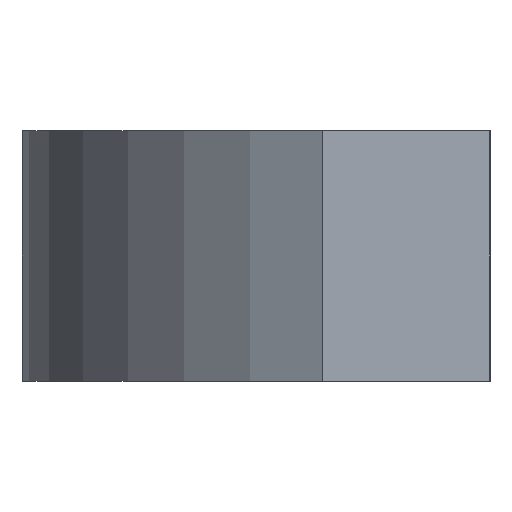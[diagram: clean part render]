
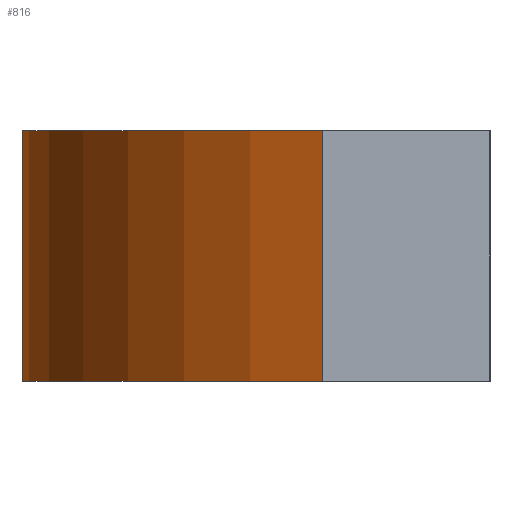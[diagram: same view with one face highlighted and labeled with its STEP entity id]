
A CAD part, left-side view. The second image highlights one B-rep face of the part: STEP entity #816.
In plain terms, the highlighted cylindrical face has radius 30 mm (diameter 60 mm), a partial arc.
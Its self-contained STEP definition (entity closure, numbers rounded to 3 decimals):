
#73 = PLANE('',#74);
#74 = AXIS2_PLACEMENT_3D('',#75,#76,#77);
#75 = CARTESIAN_POINT('',(0.,199.79,15.));
#76 = DIRECTION('',(-0.,-0.,-1.));
#77 = DIRECTION('',(-1.,0.,0.));
#132 = PLANE('',#133);
#133 = AXIS2_PLACEMENT_3D('',#134,#135,#136);
#134 = CARTESIAN_POINT('',(0.,199.79,0.));
#135 = DIRECTION('',(-0.,-0.,-1.));
#136 = DIRECTION('',(-1.,0.,0.));
#399 = VERTEX_POINT('',#400);
#400 = CARTESIAN_POINT('',(-27.495,199.5,0.));
#414 = PLANE('',#415);
#415 = AXIS2_PLACEMENT_3D('',#416,#417,#418);
#416 = CARTESIAN_POINT('',(-48.3,199.5,0.));
#417 = DIRECTION('',(0.,1.,0.));
#418 = DIRECTION('',(1.,0.,0.));
#426 = EDGE_CURVE('',#427,#399,#429,.T.);
#427 = VERTEX_POINT('',#428);
#428 = CARTESIAN_POINT('',(27.495,199.5,0.));
#429 = SURFACE_CURVE('',#430,(#435,#446),.PCURVE_S1.);
#430 = CIRCLE('',#431,30.);
#431 = AXIS2_PLACEMENT_3D('',#432,#433,#434);
#432 = CARTESIAN_POINT('',(0.,187.5,0.));
#433 = DIRECTION('',(0.,0.,1.));
#434 = DIRECTION('',(1.,0.,0.));
#435 = PCURVE('',#132,#436);
#436 = DEFINITIONAL_REPRESENTATION('',(#437),#445);
#437 = ( BOUNDED_CURVE() B_SPLINE_CURVE(2,(#438,#439,#440,#441,#442,#443
,#444),.UNSPECIFIED.,.T.,.F.) B_SPLINE_CURVE_WITH_KNOTS((1,2,2,2,2,1),(
    -2.094,0.,2.094,4.189,6.283,
8.378),.UNSPECIFIED.) CURVE() GEOMETRIC_REPRESENTATION_ITEM() 
RATIONAL_B_SPLINE_CURVE((1.,0.5,1.,0.5,1.,0.5,1.)) REPRESENTATION_ITEM(
  '') );
#438 = CARTESIAN_POINT('',(-30.,-12.29));
#439 = CARTESIAN_POINT('',(-30.,39.672));
#440 = CARTESIAN_POINT('',(15.,13.691));
#441 = CARTESIAN_POINT('',(60.,-12.29));
#442 = CARTESIAN_POINT('',(15.,-38.27));
#443 = CARTESIAN_POINT('',(-30.,-64.251));
#444 = CARTESIAN_POINT('',(-30.,-12.29));
#445 = ( GEOMETRIC_REPRESENTATION_CONTEXT(2) 
PARAMETRIC_REPRESENTATION_CONTEXT() REPRESENTATION_CONTEXT('2D SPACE',''
  ) );
#446 = PCURVE('',#447,#452);
#447 = CYLINDRICAL_SURFACE('',#448,30.);
#448 = AXIS2_PLACEMENT_3D('',#449,#450,#451);
#449 = CARTESIAN_POINT('',(0.,187.5,0.));
#450 = DIRECTION('',(-0.,-0.,-1.));
#451 = DIRECTION('',(1.,0.,0.));
#452 = DEFINITIONAL_REPRESENTATION('',(#453),#457);
#453 = LINE('',#454,#455);
#454 = CARTESIAN_POINT('',(-0.,0.));
#455 = VECTOR('',#456,1.);
#456 = DIRECTION('',(-1.,0.));
#457 = ( GEOMETRIC_REPRESENTATION_CONTEXT(2) 
PARAMETRIC_REPRESENTATION_CONTEXT() REPRESENTATION_CONTEXT('2D SPACE',''
  ) );
#475 = PLANE('',#476);
#476 = AXIS2_PLACEMENT_3D('',#477,#478,#479);
#477 = CARTESIAN_POINT('',(48.3,199.5,0.));
#478 = DIRECTION('',(0.,-1.,0.));
#479 = DIRECTION('',(-1.,0.,0.));
#538 = VERTEX_POINT('',#539);
#539 = CARTESIAN_POINT('',(-27.495,199.5,15.));
#560 = EDGE_CURVE('',#561,#538,#563,.T.);
#561 = VERTEX_POINT('',#562);
#562 = CARTESIAN_POINT('',(27.495,199.5,15.));
#563 = SURFACE_CURVE('',#564,(#569,#580),.PCURVE_S1.);
#564 = CIRCLE('',#565,30.);
#565 = AXIS2_PLACEMENT_3D('',#566,#567,#568);
#566 = CARTESIAN_POINT('',(0.,187.5,15.));
#567 = DIRECTION('',(0.,0.,1.));
#568 = DIRECTION('',(1.,0.,0.));
#569 = PCURVE('',#73,#570);
#570 = DEFINITIONAL_REPRESENTATION('',(#571),#579);
#571 = ( BOUNDED_CURVE() B_SPLINE_CURVE(2,(#572,#573,#574,#575,#576,#577
,#578),.UNSPECIFIED.,.T.,.F.) B_SPLINE_CURVE_WITH_KNOTS((1,2,2,2,2,1),(
    -2.094,0.,2.094,4.189,6.283,
8.378),.UNSPECIFIED.) CURVE() GEOMETRIC_REPRESENTATION_ITEM() 
RATIONAL_B_SPLINE_CURVE((1.,0.5,1.,0.5,1.,0.5,1.)) REPRESENTATION_ITEM(
  '') );
#572 = CARTESIAN_POINT('',(-30.,-12.29));
#573 = CARTESIAN_POINT('',(-30.,39.672));
#574 = CARTESIAN_POINT('',(15.,13.691));
#575 = CARTESIAN_POINT('',(60.,-12.29));
#576 = CARTESIAN_POINT('',(15.,-38.27));
#577 = CARTESIAN_POINT('',(-30.,-64.251));
#578 = CARTESIAN_POINT('',(-30.,-12.29));
#579 = ( GEOMETRIC_REPRESENTATION_CONTEXT(2) 
PARAMETRIC_REPRESENTATION_CONTEXT() REPRESENTATION_CONTEXT('2D SPACE',''
  ) );
#580 = PCURVE('',#447,#581);
#581 = DEFINITIONAL_REPRESENTATION('',(#582),#586);
#582 = LINE('',#583,#584);
#583 = CARTESIAN_POINT('',(-0.,-15.));
#584 = VECTOR('',#585,1.);
#585 = DIRECTION('',(-1.,0.));
#586 = ( GEOMETRIC_REPRESENTATION_CONTEXT(2) 
PARAMETRIC_REPRESENTATION_CONTEXT() REPRESENTATION_CONTEXT('2D SPACE',''
  ) );
#792 = EDGE_CURVE('',#399,#538,#793,.T.);
#793 = SURFACE_CURVE('',#794,(#798,#805),.PCURVE_S1.);
#794 = LINE('',#795,#796);
#795 = CARTESIAN_POINT('',(-27.495,199.5,0.));
#796 = VECTOR('',#797,1.);
#797 = DIRECTION('',(0.,0.,1.));
#798 = PCURVE('',#414,#799);
#799 = DEFINITIONAL_REPRESENTATION('',(#800),#804);
#800 = LINE('',#801,#802);
#801 = CARTESIAN_POINT('',(20.805,0.));
#802 = VECTOR('',#803,1.);
#803 = DIRECTION('',(0.,-1.));
#804 = ( GEOMETRIC_REPRESENTATION_CONTEXT(2) 
PARAMETRIC_REPRESENTATION_CONTEXT() REPRESENTATION_CONTEXT('2D SPACE',''
  ) );
#805 = PCURVE('',#447,#806);
#806 = DEFINITIONAL_REPRESENTATION('',(#807),#811);
#807 = LINE('',#808,#809);
#808 = CARTESIAN_POINT('',(-2.73,0.));
#809 = VECTOR('',#810,1.);
#810 = DIRECTION('',(-0.,-1.));
#811 = ( GEOMETRIC_REPRESENTATION_CONTEXT(2) 
PARAMETRIC_REPRESENTATION_CONTEXT() REPRESENTATION_CONTEXT('2D SPACE',''
  ) );
#816 = ADVANCED_FACE('',(#817),#447,.T.);
#817 = FACE_BOUND('',#818,.F.);
#818 = EDGE_LOOP('',(#819,#840,#841,#842));
#819 = ORIENTED_EDGE('',*,*,#820,.T.);
#820 = EDGE_CURVE('',#427,#561,#821,.T.);
#821 = SURFACE_CURVE('',#822,(#826,#833),.PCURVE_S1.);
#822 = LINE('',#823,#824);
#823 = CARTESIAN_POINT('',(27.495,199.5,0.));
#824 = VECTOR('',#825,1.);
#825 = DIRECTION('',(0.,0.,1.));
#826 = PCURVE('',#447,#827);
#827 = DEFINITIONAL_REPRESENTATION('',(#828),#832);
#828 = LINE('',#829,#830);
#829 = CARTESIAN_POINT('',(-0.412,0.));
#830 = VECTOR('',#831,1.);
#831 = DIRECTION('',(-0.,-1.));
#832 = ( GEOMETRIC_REPRESENTATION_CONTEXT(2) 
PARAMETRIC_REPRESENTATION_CONTEXT() REPRESENTATION_CONTEXT('2D SPACE',''
  ) );
#833 = PCURVE('',#475,#834);
#834 = DEFINITIONAL_REPRESENTATION('',(#835),#839);
#835 = LINE('',#836,#837);
#836 = CARTESIAN_POINT('',(20.805,0.));
#837 = VECTOR('',#838,1.);
#838 = DIRECTION('',(0.,-1.));
#839 = ( GEOMETRIC_REPRESENTATION_CONTEXT(2) 
PARAMETRIC_REPRESENTATION_CONTEXT() REPRESENTATION_CONTEXT('2D SPACE',''
  ) );
#840 = ORIENTED_EDGE('',*,*,#560,.T.);
#841 = ORIENTED_EDGE('',*,*,#792,.F.);
#842 = ORIENTED_EDGE('',*,*,#426,.F.);
